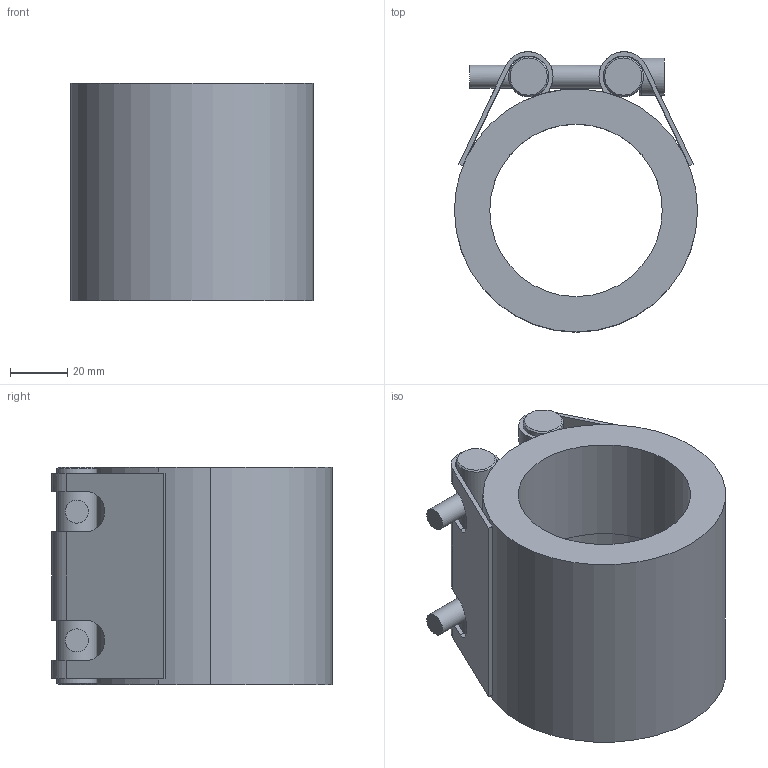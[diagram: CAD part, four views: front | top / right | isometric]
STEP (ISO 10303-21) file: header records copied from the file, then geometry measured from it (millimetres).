
FILE_DESCRIPTION(/* description */ (''),/* implementation_level */ '2;1');
FILE_NAME(/* name */ 'STRAUB COMBI-GRIP 63.0-60.3 ES.stp',/* time_stamp */ '2020-01-03T11:14:10+01:00',/* author */ ('LK_9K'),/* organization */ (''),/* preprocessor_version */ 'ST-DEVELOPER v18',/* originating_system */ 'Autodesk Inventor 2020',/* authorisation */ '');
FILE_SCHEMA (('AUTOMOTIVE_DESIGN { 1 0 10303 214 3 1 1 }'));
Length unit declared in the file: millimetre
Products named in the file (1): STRAUB COMBI-GRIP 63.0-60.3 ES
Bounding box: 85 x 98 x 76 mm (x, y, z)
Volume: 243921.8 mm3; surface area: 65816.5 mm2
Topology: 2 solids, 2 shells, 93 faces, 281 edges, 189 vertices
Faces by surface type: plane 53, cylinder 36, cone 4
Full cylindrical faces by diameter (mm): 8 x4, 13 x2, 14 x2, 60.3 x1, 63 x1
Entity records: 3647 total; most frequent: CARTESIAN_POINT 1066, ORIENTED_EDGE 564, DIRECTION 497, EDGE_CURVE 282, VERTEX_POINT 189, AXIS2_PLACEMENT_3D 174, LINE 149, VECTOR 149
